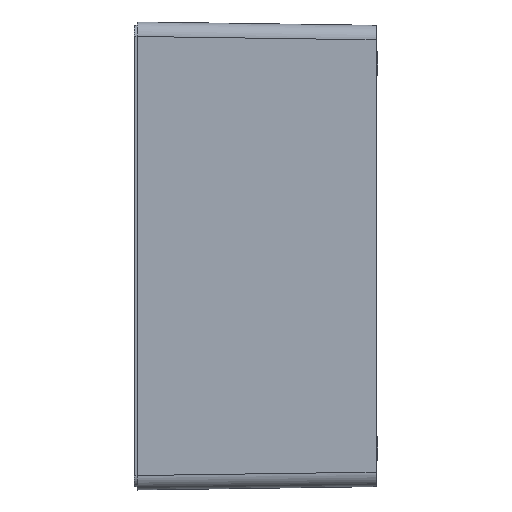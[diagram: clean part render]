
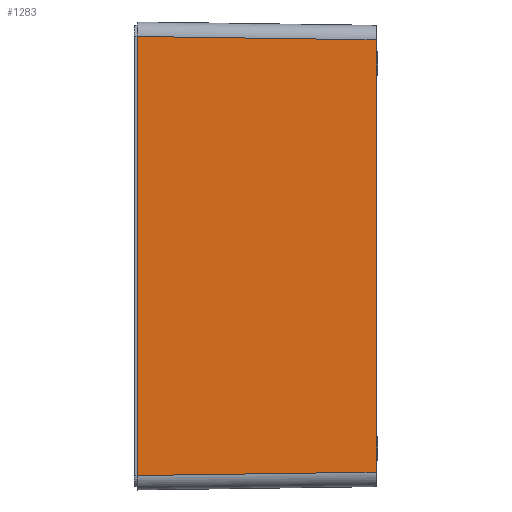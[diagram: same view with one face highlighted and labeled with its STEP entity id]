
A CAD part, left-side view. The second image highlights one B-rep face of the part: STEP entity #1283.
In plain terms, the highlighted planar face has unit normal (-1, -0.014, 0).
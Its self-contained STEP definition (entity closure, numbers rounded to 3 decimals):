
#1283=ADVANCED_FACE('',(#2045),#1768,.T.);
#1768=PLANE('',#9499);
#2045=FACE_OUTER_BOUND('',#2587,.T.);
#2587=EDGE_LOOP('',(#3493,#3494,#3495,#3496));
#3493=ORIENTED_EDGE('',*,*,#6938,.T.);
#3494=ORIENTED_EDGE('',*,*,#6939,.F.);
#3495=ORIENTED_EDGE('',*,*,#6936,.T.);
#3496=ORIENTED_EDGE('',*,*,#6917,.T.);
#5937=VERTEX_POINT('',#13907);
#5938=VERTEX_POINT('',#13908);
#5951=VERTEX_POINT('',#13946);
#5952=VERTEX_POINT('',#13950);
#6917=EDGE_CURVE('',#5937,#5938,#8151,.T.);
#6936=EDGE_CURVE('',#5951,#5937,#8164,.T.);
#6938=EDGE_CURVE('',#5938,#5952,#8165,.T.);
#6939=EDGE_CURVE('',#5951,#5952,#8166,.T.);
#8151=LINE('',#13906,#8785);
#8164=LINE('',#13945,#8798);
#8165=LINE('',#13949,#8799);
#8166=LINE('',#13951,#8800);
#8785=VECTOR('',#10896,1.);
#8798=VECTOR('',#10933,1.);
#8799=VECTOR('',#10938,1.);
#8800=VECTOR('',#10939,1.);
#9499=AXIS2_PLACEMENT_3D('',#13952,#10940,#10941);
#10896=DIRECTION('',(0.,0.,-1.));
#10933=DIRECTION('',(-0.014,1.,0.014));
#10938=DIRECTION('',(0.014,-1.,0.014));
#10939=DIRECTION('',(0.,0.,-1.));
#10940=DIRECTION('',(-1.,-0.014,0.));
#10941=DIRECTION('',(0.014,-1.,0.));
#13906=CARTESIAN_POINT('',(-201.225,-1.8,145.376));
#13907=CARTESIAN_POINT('',(-201.225,-1.8,145.376));
#13908=CARTESIAN_POINT('',(-201.225,-1.8,-145.376));
#13945=CARTESIAN_POINT('',(-199.03,-159.01,143.181));
#13946=CARTESIAN_POINT('',(-199.016,-160.,143.167));
#13949=CARTESIAN_POINT('',(-201.225,-1.8,-145.376));
#13950=CARTESIAN_POINT('',(-199.016,-160.,-143.167));
#13951=CARTESIAN_POINT('',(-199.016,-160.,155.));
#13952=CARTESIAN_POINT('',(-201.25,0.,-155.));
